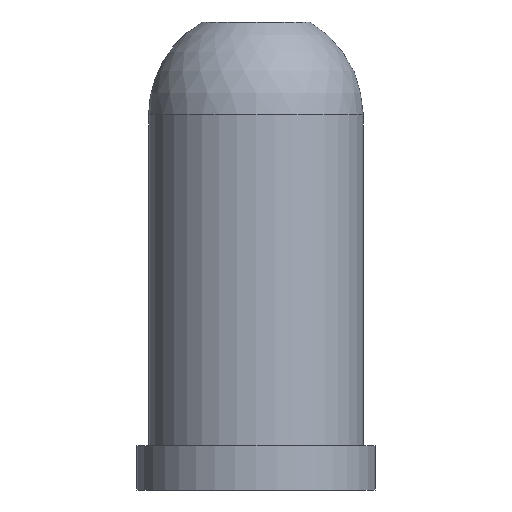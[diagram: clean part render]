
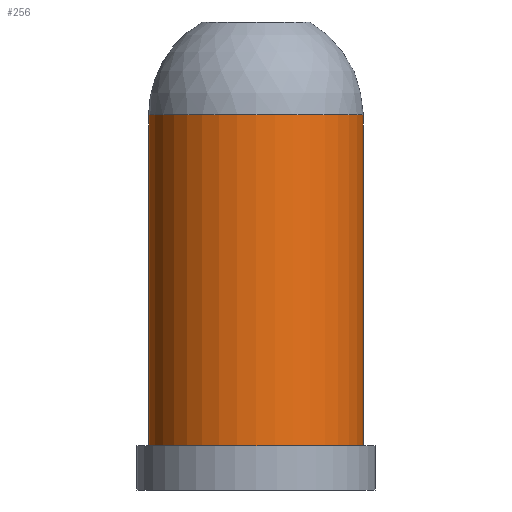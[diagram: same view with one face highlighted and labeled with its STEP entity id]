
A CAD part, front view. The second image highlights one B-rep face of the part: STEP entity #256.
In plain terms, the highlighted cylindrical face has radius 15.75 mm (diameter 31.5 mm), a full revolution.
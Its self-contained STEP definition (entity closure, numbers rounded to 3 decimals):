
#31=CYLINDRICAL_SURFACE('',#303,15.75);
#47=FACE_OUTER_BOUND('',#68,.T.);
#68=EDGE_LOOP('',(#233,#234,#235,#236));
#84=LINE('',#457,#100);
#100=VECTOR('',#387,15.75);
#110=CIRCLE('',#285,15.75);
#117=CIRCLE('',#301,15.75);
#131=VERTEX_POINT('',#423);
#137=VERTEX_POINT('',#451);
#154=EDGE_CURVE('',#131,#131,#110,.T.);
#168=EDGE_CURVE('',#137,#137,#117,.T.);
#170=EDGE_CURVE('',#137,#131,#84,.T.);
#233=ORIENTED_EDGE('',*,*,#168,.F.);
#234=ORIENTED_EDGE('',*,*,#170,.T.);
#235=ORIENTED_EDGE('',*,*,#154,.T.);
#236=ORIENTED_EDGE('',*,*,#170,.F.);
#256=ADVANCED_FACE('',(#47),#31,.T.);
#285=AXIS2_PLACEMENT_3D('',#424,#341,#342);
#301=AXIS2_PLACEMENT_3D('',#453,#380,#381);
#303=AXIS2_PLACEMENT_3D('',#456,#385,#386);
#341=DIRECTION('center_axis',(0.,0.,1.));
#342=DIRECTION('ref_axis',(1.,0.,0.));
#380=DIRECTION('center_axis',(0.,0.,1.));
#381=DIRECTION('ref_axis',(1.,0.,0.));
#385=DIRECTION('center_axis',(0.,0.,1.));
#386=DIRECTION('ref_axis',(1.,0.,0.));
#387=DIRECTION('',(0.,0.,-1.));
#423=CARTESIAN_POINT('',(-15.75,0.,6.5));
#424=CARTESIAN_POINT('Origin',(0.,0.,6.5));
#451=CARTESIAN_POINT('',(-15.75,0.,55.));
#453=CARTESIAN_POINT('Origin',(0.,0.,55.));
#456=CARTESIAN_POINT('Origin',(0.,0.,27.5));
#457=CARTESIAN_POINT('',(-15.75,0.,27.5));
